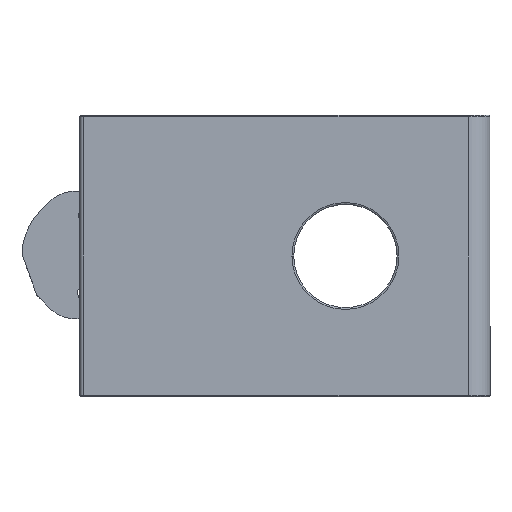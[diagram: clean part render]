
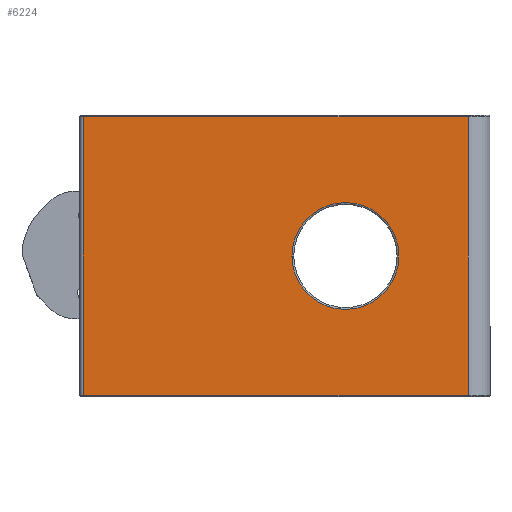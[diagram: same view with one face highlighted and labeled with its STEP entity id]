
A CAD part, front view. The second image highlights one B-rep face of the part: STEP entity #6224.
In plain terms, the highlighted planar face has unit normal (0, -1, 0).
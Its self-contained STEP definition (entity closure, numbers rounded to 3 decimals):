
#78 = LINE ( 'NONE', #2362, #1904 ) ;
#94 = ORIENTED_EDGE ( 'NONE', *, *, #779, .T. ) ;
#216 = VERTEX_POINT ( 'NONE', #2317 ) ;
#414 = AXIS2_PLACEMENT_3D ( 'NONE', #6893, #5859, #2543 ) ;
#548 = LINE ( 'NONE', #3937, #6133 ) ;
#552 = ORIENTED_EDGE ( 'NONE', *, *, #4413, .T. ) ;
#779 = EDGE_CURVE ( 'NONE', #6581, #4997, #4261, .T. ) ;
#826 = CARTESIAN_POINT ( 'NONE',  ( 48.75, 0., -39. ) ) ;
#991 = FACE_OUTER_BOUND ( 'NONE', #4067, .T. ) ;
#1325 = EDGE_CURVE ( 'NONE', #4356, #5929, #548, .T. ) ;
#1401 = ORIENTED_EDGE ( 'NONE', *, *, #1325, .T. ) ;
#1598 = CARTESIAN_POINT ( 'NONE',  ( 48.75, 0., -0.25 ) ) ;
#1695 = CARTESIAN_POINT ( 'NONE',  ( 31.75, 0., -19.5 ) ) ;
#1904 = VECTOR ( 'NONE', #6779, 1000. ) ;
#1968 = CARTESIAN_POINT ( 'NONE',  ( 24.356, 0., -19.5 ) ) ;
#2132 = CARTESIAN_POINT ( 'NONE',  ( 48.75, 0., -0.25 ) ) ;
#2317 = CARTESIAN_POINT ( 'NONE',  ( 39.144, 0., -19.5 ) ) ;
#2362 = CARTESIAN_POINT ( 'NONE',  ( -4.5, 0., -39. ) ) ;
#2543 = DIRECTION ( 'NONE',  ( 1., 0., 0. ) ) ;
#2639 = CARTESIAN_POINT ( 'NONE',  ( -4.5, 0., -0.25 ) ) ;
#2773 = DIRECTION ( 'NONE',  ( 0., 1., 0. ) ) ;
#2966 = DIRECTION ( 'NONE',  ( 0., 0., 1. ) ) ;
#3171 = CIRCLE ( 'NONE', #6166, 7.394 ) ;
#3389 = DIRECTION ( 'NONE',  ( 1., 0., 0. ) ) ;
#3399 = DIRECTION ( 'NONE',  ( 1., 0., 0. ) ) ;
#3452 = EDGE_CURVE ( 'NONE', #4356, #4997, #78, .T. ) ;
#3615 = DIRECTION ( 'NONE',  ( 1., 0., 0. ) ) ;
#3937 = CARTESIAN_POINT ( 'NONE',  ( 48.75, 0., -38.75 ) ) ;
#3961 = CARTESIAN_POINT ( 'NONE',  ( 31.75, 0., -19.5 ) ) ;
#3991 = AXIS2_PLACEMENT_3D ( 'NONE', #3961, #4086, #3615 ) ;
#4067 = EDGE_LOOP ( 'NONE', ( #6499, #1401, #4697, #94 ) ) ;
#4086 = DIRECTION ( 'NONE',  ( 0., 1., 0. ) ) ;
#4261 = LINE ( 'NONE', #1598, #5544 ) ;
#4356 = VERTEX_POINT ( 'NONE', #6121 ) ;
#4413 = EDGE_CURVE ( 'NONE', #6159, #216, #4564, .T. ) ;
#4564 = CIRCLE ( 'NONE', #3991, 7.394 ) ;
#4697 = ORIENTED_EDGE ( 'NONE', *, *, #5207, .T. ) ;
#4838 = VECTOR ( 'NONE', #2966, 1000. ) ;
#4927 = CARTESIAN_POINT ( 'NONE',  ( 48.75, 0., -38.75 ) ) ;
#4997 = VERTEX_POINT ( 'NONE', #2639 ) ;
#5207 = EDGE_CURVE ( 'NONE', #5929, #6581, #6332, .T. ) ;
#5283 = FACE_BOUND ( 'NONE', #6780, .T. ) ;
#5321 = ORIENTED_EDGE ( 'NONE', *, *, #5520, .T. ) ;
#5388 = DIRECTION ( 'NONE',  ( -1., 0., 0. ) ) ;
#5520 = EDGE_CURVE ( 'NONE', #216, #6159, #3171, .T. ) ;
#5544 = VECTOR ( 'NONE', #5388, 1000. ) ;
#5824 = PLANE ( 'NONE',  #414 ) ;
#5859 = DIRECTION ( 'NONE',  ( 0., 1., 0. ) ) ;
#5929 = VERTEX_POINT ( 'NONE', #4927 ) ;
#6121 = CARTESIAN_POINT ( 'NONE',  ( -4.5, 0., -38.75 ) ) ;
#6133 = VECTOR ( 'NONE', #3399, 1000. ) ;
#6159 = VERTEX_POINT ( 'NONE', #1968 ) ;
#6166 = AXIS2_PLACEMENT_3D ( 'NONE', #1695, #2773, #3389 ) ;
#6224 = ADVANCED_FACE ( 'NONE', ( #5283, #991 ), #5824, .F. ) ;
#6332 = LINE ( 'NONE', #826, #4838 ) ;
#6499 = ORIENTED_EDGE ( 'NONE', *, *, #3452, .F. ) ;
#6581 = VERTEX_POINT ( 'NONE', #2132 ) ;
#6779 = DIRECTION ( 'NONE',  ( 0., 0., 1. ) ) ;
#6780 = EDGE_LOOP ( 'NONE', ( #5321, #552 ) ) ;
#6893 = CARTESIAN_POINT ( 'NONE',  ( 48.75, 0., -39. ) ) ;
